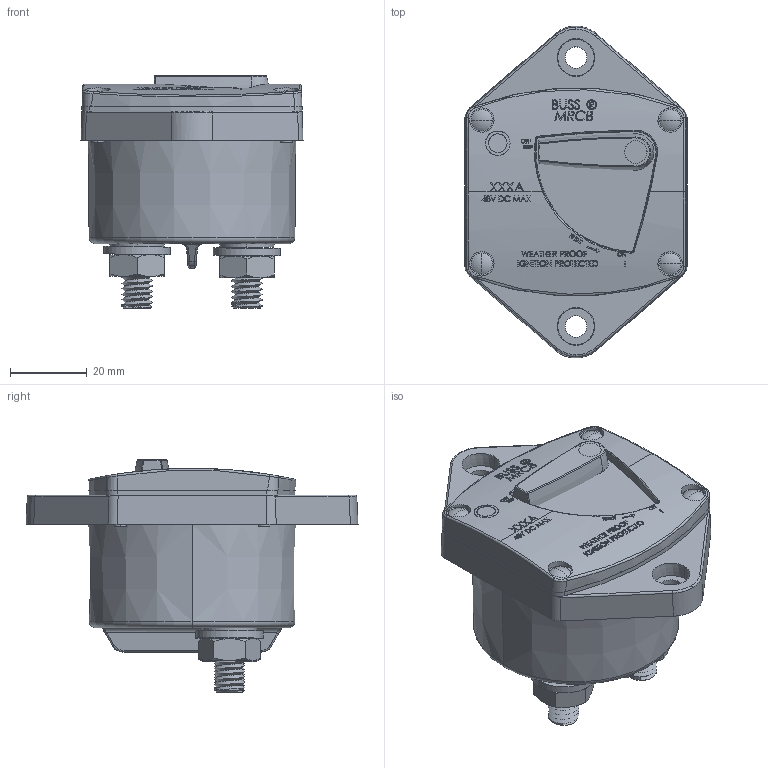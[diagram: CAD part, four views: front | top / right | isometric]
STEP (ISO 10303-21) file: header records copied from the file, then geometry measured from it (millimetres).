
FILE_DESCRIPTION (( 'STEP AP203' ), '1' );
FILE_NAME ('187XXXP-XX-XX.STEP', '2013-09-24T20:46:44', ( 'EBS Desktop Services' ), ( 'Cooper Industries' ), 'SwSTEP 2.0', 'SolidWorks 2013', '' );
FILE_SCHEMA (( 'CONFIG_CONTROL_DESIGN' ));
Length unit declared in the file: millimetre
Products named in the file (1): 187XXXP-XX-XX
Bounding box: 57.68 x 86.25 x 60.34 mm (x, y, z)
Volume: 50934.1 mm3; surface area: 39652.2 mm2
Topology: 15 solids, 15 shells, 1732 faces, 4431 edges, 2883 vertices
Faces by surface type: plane 573, bspline 517, cylinder 386, cone 195, torus 45, sphere 16
Entity records: 84574 total; most frequent: CARTESIAN_POINT 46987, ORIENTED_EDGE 8822, DIRECTION 6064, EDGE_CURVE 4411, VERTEX_POINT 2882, AXIS2_PLACEMENT_3D 2306, EDGE_LOOP 1961, ADVANCED_FACE 1731
